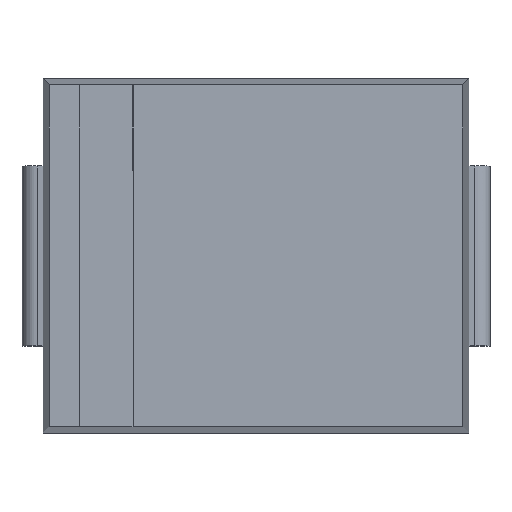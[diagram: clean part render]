
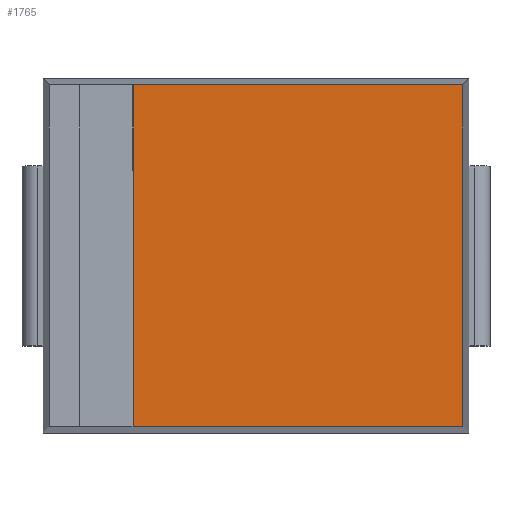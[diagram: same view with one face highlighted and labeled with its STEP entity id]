
A CAD part, top view. The second image highlights one B-rep face of the part: STEP entity #1765.
In plain terms, the highlighted planar face has unit normal (0, 0, 1).
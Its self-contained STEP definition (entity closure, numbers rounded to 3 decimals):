
#142 = CARTESIAN_POINT ( 'NONE',  ( 3.55, -2.85, 2.4 ) ) ;
#198 = VERTEX_POINT ( 'NONE', #505 ) ;
#275 = PLANE ( 'NONE',  #1746 ) ;
#306 = EDGE_CURVE ( 'NONE', #1091, #465, #361, .T. ) ;
#361 = LINE ( 'NONE', #1052, #409 ) ;
#409 = VECTOR ( 'NONE', #1356, 1000. ) ;
#465 = VERTEX_POINT ( 'NONE', #1821 ) ;
#505 = CARTESIAN_POINT ( 'NONE',  ( 3.45, -2.85, 2.4 ) ) ;
#538 = VECTOR ( 'NONE', #923, 1000. ) ;
#593 = ORIENTED_EDGE ( 'NONE', *, *, #624, .T. ) ;
#624 = EDGE_CURVE ( 'NONE', #1179, #465, #737, .T. ) ;
#680 = ORIENTED_EDGE ( 'NONE', *, *, #2072, .T. ) ;
#737 = LINE ( 'NONE', #1214, #1964 ) ;
#779 = CARTESIAN_POINT ( 'NONE',  ( 3.45, 2.85, 2.4 ) ) ;
#923 = DIRECTION ( 'NONE',  ( 0., 1., 0. ) ) ;
#1052 = CARTESIAN_POINT ( 'NONE',  ( -2.05, -2.85, 2.4 ) ) ;
#1086 = CARTESIAN_POINT ( 'NONE',  ( 3.45, 2.95, 2.4 ) ) ;
#1091 = VERTEX_POINT ( 'NONE', #1390 ) ;
#1129 = EDGE_LOOP ( 'NONE', ( #1602, #1491, #680, #593 ) ) ;
#1179 = VERTEX_POINT ( 'NONE', #779 ) ;
#1214 = CARTESIAN_POINT ( 'NONE',  ( -3.55, 2.85, 2.4 ) ) ;
#1268 = CARTESIAN_POINT ( 'NONE',  ( 0., 0., 2.4 ) ) ;
#1356 = DIRECTION ( 'NONE',  ( 0., 1., 0. ) ) ;
#1390 = CARTESIAN_POINT ( 'NONE',  ( -2.05, -2.85, 2.4 ) ) ;
#1399 = DIRECTION ( 'NONE',  ( -1., 0., 0. ) ) ;
#1443 = FACE_OUTER_BOUND ( 'NONE', #1129, .T. ) ;
#1491 = ORIENTED_EDGE ( 'NONE', *, *, #1823, .T. ) ;
#1570 = LINE ( 'NONE', #1086, #538 ) ;
#1602 = ORIENTED_EDGE ( 'NONE', *, *, #306, .F. ) ;
#1651 = VECTOR ( 'NONE', #1920, 1000. ) ;
#1746 = AXIS2_PLACEMENT_3D ( 'NONE', #1268, #2086, #1756 ) ;
#1756 = DIRECTION ( 'NONE',  ( 1., 0., 0. ) ) ;
#1765 = ADVANCED_FACE ( 'NONE', ( #1443 ), #275, .T. ) ;
#1784 = LINE ( 'NONE', #142, #1651 ) ;
#1821 = CARTESIAN_POINT ( 'NONE',  ( -2.05, 2.85, 2.4 ) ) ;
#1823 = EDGE_CURVE ( 'NONE', #1091, #198, #1784, .T. ) ;
#1920 = DIRECTION ( 'NONE',  ( 1., 0., 0. ) ) ;
#1964 = VECTOR ( 'NONE', #1399, 1000. ) ;
#2072 = EDGE_CURVE ( 'NONE', #198, #1179, #1570, .T. ) ;
#2086 = DIRECTION ( 'NONE',  ( 0., 0., 1. ) ) ;
